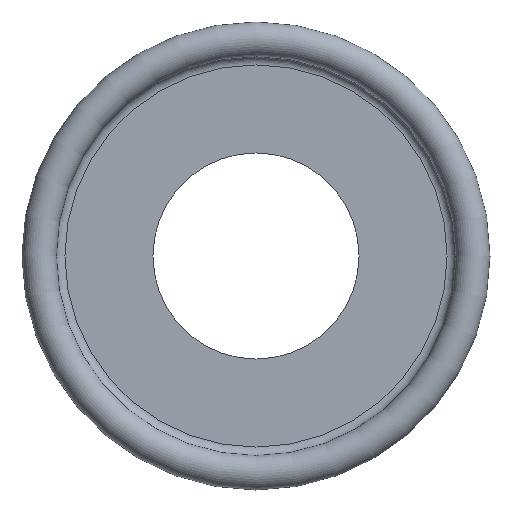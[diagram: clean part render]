
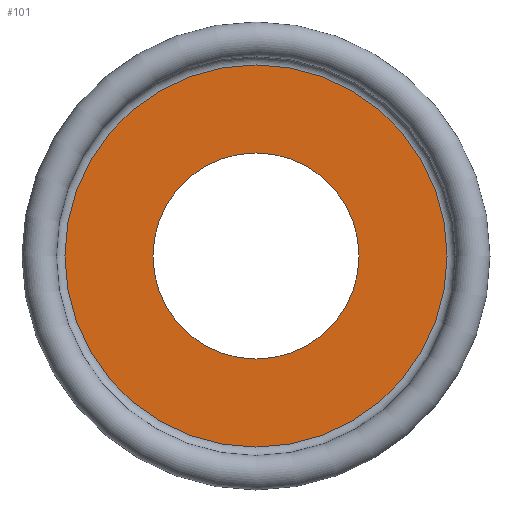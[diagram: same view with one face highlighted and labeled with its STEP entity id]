
A CAD part, front view. The second image highlights one B-rep face of the part: STEP entity #101.
In plain terms, the highlighted planar face has unit normal (0, -1, 0).
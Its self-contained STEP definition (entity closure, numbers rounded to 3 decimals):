
#27=FACE_BOUND('',#50,.T.);
#35=FACE_OUTER_BOUND('',#49,.T.);
#49=EDGE_LOOP('',(#89));
#50=EDGE_LOOP('',(#90));
#59=CIRCLE('',#117,8.9);
#60=CIRCLE('',#119,4.8);
#67=VERTEX_POINT('',#174);
#68=VERTEX_POINT('',#177);
#75=EDGE_CURVE('',#67,#67,#59,.T.);
#76=EDGE_CURVE('',#68,#68,#60,.T.);
#89=ORIENTED_EDGE('',*,*,#75,.T.);
#90=ORIENTED_EDGE('',*,*,#76,.F.);
#94=PLANE('',#118);
#101=ADVANCED_FACE('',(#35,#27),#94,.T.);
#117=AXIS2_PLACEMENT_3D('',#175,#147,#148);
#118=AXIS2_PLACEMENT_3D('',#176,#149,#150);
#119=AXIS2_PLACEMENT_3D('',#178,#151,#152);
#147=DIRECTION('center_axis',(0.,-1.,0.));
#148=DIRECTION('ref_axis',(1.,0.,0.));
#149=DIRECTION('center_axis',(0.,-1.,0.));
#150=DIRECTION('ref_axis',(0.,0.,-1.));
#151=DIRECTION('center_axis',(0.,-1.,0.));
#152=DIRECTION('ref_axis',(1.,0.,0.));
#174=CARTESIAN_POINT('',(8.9,0.,0.));
#175=CARTESIAN_POINT('Origin',(0.,0.,
0.));
#176=CARTESIAN_POINT('Origin',(6.85,0.,0.));
#177=CARTESIAN_POINT('',(4.8,0.,0.));
#178=CARTESIAN_POINT('Origin',(0.,0.,
0.));
